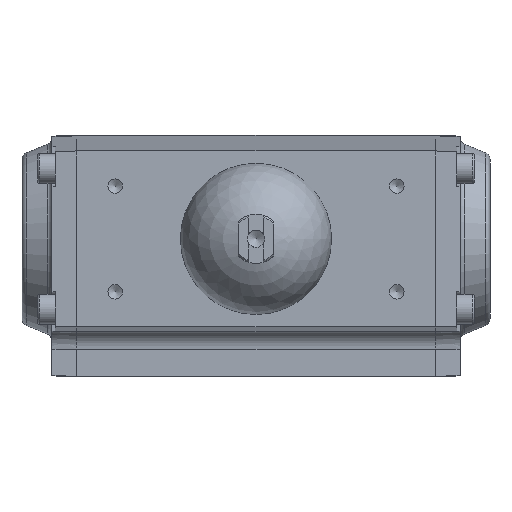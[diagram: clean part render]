
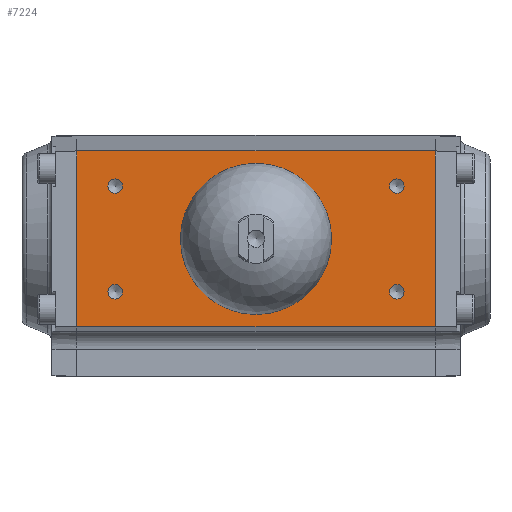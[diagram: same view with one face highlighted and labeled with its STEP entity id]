
A CAD part, top view. The second image highlights one B-rep face of the part: STEP entity #7224.
In plain terms, the highlighted planar face has unit normal (0, 0, 1).
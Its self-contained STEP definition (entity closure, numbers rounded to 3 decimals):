
#176=LINE('',#9562,#672);
#177=LINE('',#9565,#673);
#178=LINE('',#9567,#674);
#179=LINE('',#9569,#675);
#672=VECTOR('',#8132,1000.);
#673=VECTOR('',#8133,1000.);
#674=VECTOR('',#8134,1000.);
#675=VECTOR('',#8135,1000.);
#1194=PLANE('',#7576);
#1521=ORIENTED_EDGE('',*,*,#2823,.T.);
#1522=ORIENTED_EDGE('',*,*,#2824,.T.);
#1523=ORIENTED_EDGE('',*,*,#2825,.T.);
#1524=ORIENTED_EDGE('',*,*,#2826,.T.);
#1525=ORIENTED_EDGE('',*,*,#2822,.F.);
#1526=ORIENTED_EDGE('',*,*,#2827,.T.);
#1527=ORIENTED_EDGE('',*,*,#2828,.T.);
#1528=ORIENTED_EDGE('',*,*,#2829,.T.);
#1529=ORIENTED_EDGE('',*,*,#2830,.T.);
#2822=EDGE_CURVE('',#3487,#3487,#3966,.T.);
#2823=EDGE_CURVE('',#3488,#3488,#3967,.F.);
#2824=EDGE_CURVE('',#3489,#3489,#3968,.F.);
#2825=EDGE_CURVE('',#3490,#3490,#3969,.F.);
#2826=EDGE_CURVE('',#3491,#3491,#3970,.F.);
#2827=EDGE_CURVE('',#3492,#3493,#176,.F.);
#2828=EDGE_CURVE('',#3493,#3494,#177,.T.);
#2829=EDGE_CURVE('',#3494,#3495,#178,.T.);
#2830=EDGE_CURVE('',#3495,#3492,#179,.F.);
#3487=VERTEX_POINT('',#9552);
#3488=VERTEX_POINT('',#9555);
#3489=VERTEX_POINT('',#9557);
#3490=VERTEX_POINT('',#9559);
#3491=VERTEX_POINT('',#9561);
#3492=VERTEX_POINT('',#9563);
#3493=VERTEX_POINT('',#9564);
#3494=VERTEX_POINT('',#9566);
#3495=VERTEX_POINT('',#9568);
#3966=CIRCLE('',#7575,11.);
#3967=CIRCLE('',#7577,2.067);
#3968=CIRCLE('',#7578,2.067);
#3969=CIRCLE('',#7579,2.067);
#3970=CIRCLE('',#7580,2.067);
#4122=EDGE_LOOP('',(#1521));
#4123=EDGE_LOOP('',(#1522));
#4124=EDGE_LOOP('',(#1523));
#4125=EDGE_LOOP('',(#1524));
#4126=EDGE_LOOP('',(#1525));
#4127=EDGE_LOOP('',(#1526,#1527,#1528,#1529));
#4552=FACE_BOUND('',#4122,.T.);
#4553=FACE_BOUND('',#4123,.T.);
#4554=FACE_BOUND('',#4124,.T.);
#4555=FACE_BOUND('',#4125,.T.);
#4556=FACE_BOUND('',#4126,.T.);
#4557=FACE_BOUND('',#4127,.T.);
#7224=ADVANCED_FACE('',(#4552,#4553,#4554,#4555,#4556,#4557),#1194,.T.);
#7575=AXIS2_PLACEMENT_3D('',#9551,#8120,#8121);
#7576=AXIS2_PLACEMENT_3D('',#9553,#8122,#8123);
#7577=AXIS2_PLACEMENT_3D('',#9554,#8124,#8125);
#7578=AXIS2_PLACEMENT_3D('',#9556,#8126,#8127);
#7579=AXIS2_PLACEMENT_3D('',#9558,#8128,#8129);
#7580=AXIS2_PLACEMENT_3D('',#9560,#8130,#8131);
#8120=DIRECTION('',(0.,0.,1.));
#8121=DIRECTION('',(1.,0.,0.));
#8122=DIRECTION('',(0.,0.,1.));
#8123=DIRECTION('',(1.,0.,0.));
#8124=DIRECTION('',(0.,0.,1.));
#8125=DIRECTION('',(0.,-1.,0.));
#8126=DIRECTION('',(0.,0.,1.));
#8127=DIRECTION('',(0.,-1.,0.));
#8128=DIRECTION('',(0.,0.,1.));
#8129=DIRECTION('',(0.,-1.,0.));
#8130=DIRECTION('',(0.,0.,1.));
#8131=DIRECTION('',(0.,-1.,0.));
#8132=DIRECTION('',(0.,1.,0.));
#8133=DIRECTION('',(1.,0.,0.));
#8134=DIRECTION('',(0.,1.,0.));
#8135=DIRECTION('',(1.,0.,0.));
#9551=CARTESIAN_POINT('',(0.,0.,37.));
#9552=CARTESIAN_POINT('',(11.,0.,37.));
#9553=CARTESIAN_POINT('',(0.,-25.,37.));
#9554=CARTESIAN_POINT('',(-40.,15.,37.));
#9555=CARTESIAN_POINT('',(-40.,12.933,37.));
#9556=CARTESIAN_POINT('',(40.,15.,37.));
#9557=CARTESIAN_POINT('',(40.,12.933,37.));
#9558=CARTESIAN_POINT('',(40.,-15.,37.));
#9559=CARTESIAN_POINT('',(40.,-17.067,37.));
#9560=CARTESIAN_POINT('',(-40.,-15.,37.));
#9561=CARTESIAN_POINT('',(-40.,-17.067,37.));
#9562=CARTESIAN_POINT('',(-51.,-25.,37.));
#9563=CARTESIAN_POINT('',(-51.,25.,37.));
#9564=CARTESIAN_POINT('',(-51.,-25.,37.));
#9565=CARTESIAN_POINT('',(0.,-25.,37.));
#9566=CARTESIAN_POINT('',(51.,-25.,37.));
#9567=CARTESIAN_POINT('',(51.,-25.,37.));
#9568=CARTESIAN_POINT('',(51.,25.,37.));
#9569=CARTESIAN_POINT('',(0.,25.,37.));
